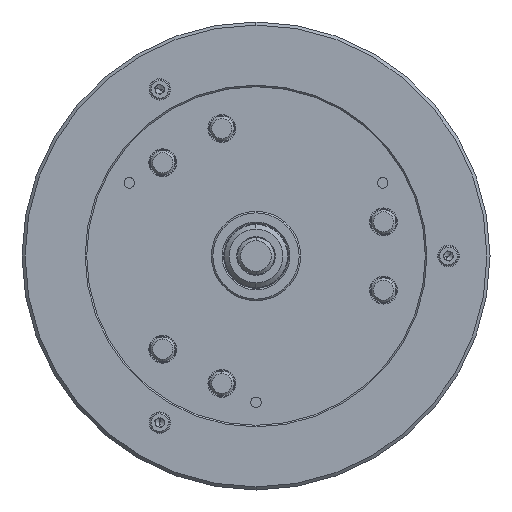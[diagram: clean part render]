
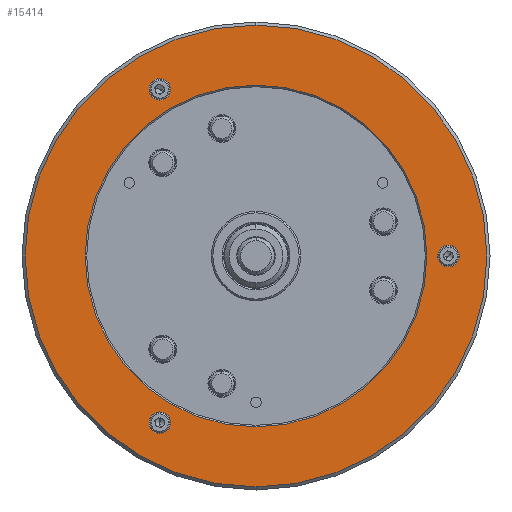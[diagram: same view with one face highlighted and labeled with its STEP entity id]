
A CAD part, left-side view. The second image highlights one B-rep face of the part: STEP entity #15414.
In plain terms, the highlighted planar face has unit normal (-1, 0, 0).
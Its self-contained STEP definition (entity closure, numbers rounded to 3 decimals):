
#308 = EDGE_CURVE ( 'NONE', #17998, #12326, #8443, .T. ) ;
#883 = CARTESIAN_POINT ( 'NONE',  ( 0., 62.5, 108.253 ) ) ;
#1020 = CARTESIAN_POINT ( 'NONE',  ( 0., -125., 0. ) ) ;
#1050 = DIRECTION ( 'NONE',  ( 0., 0., 1. ) ) ;
#1177 = AXIS2_PLACEMENT_3D ( 'NONE', #16537, #12278, #1050 ) ;
#1206 = CARTESIAN_POINT ( 'NONE',  ( 0., 0., 0. ) ) ;
#1285 = EDGE_LOOP ( 'NONE', ( #18343, #5956 ) ) ;
#1677 = CIRCLE ( 'NONE', #9765, 7. ) ;
#2077 = DIRECTION ( 'NONE',  ( -1., 0., 0. ) ) ;
#2153 = EDGE_CURVE ( 'NONE', #16879, #9292, #7656, .T. ) ;
#2154 = DIRECTION ( 'NONE',  ( 0., 0., 1. ) ) ;
#2227 = ORIENTED_EDGE ( 'NONE', *, *, #20710, .F. ) ;
#2477 = DIRECTION ( 'NONE',  ( 0., 0., 1. ) ) ;
#2620 = DIRECTION ( 'NONE',  ( 0., 0., 1. ) ) ;
#2759 = VERTEX_POINT ( 'NONE', #17909 ) ;
#2796 = DIRECTION ( 'NONE',  ( 0., 0., 1. ) ) ;
#3355 = AXIS2_PLACEMENT_3D ( 'NONE', #1206, #12427, #2796 ) ;
#3888 = CARTESIAN_POINT ( 'NONE',  ( 0., 0., 0. ) ) ;
#4303 = ORIENTED_EDGE ( 'NONE', *, *, #5286, .F. ) ;
#4464 = CARTESIAN_POINT ( 'NONE',  ( 0., 62.5, -108.253 ) ) ;
#4505 = CIRCLE ( 'NONE', #1177, 7. ) ;
#4677 = CARTESIAN_POINT ( 'NONE',  ( 0., 0., 0. ) ) ;
#5286 = EDGE_CURVE ( 'NONE', #9011, #17381, #20304, .T. ) ;
#5456 = EDGE_CURVE ( 'NONE', #9972, #2759, #4505, .T. ) ;
#5721 = DIRECTION ( 'NONE',  ( -1., 0., 0. ) ) ;
#5956 = ORIENTED_EDGE ( 'NONE', *, *, #7278, .T. ) ;
#5994 = EDGE_CURVE ( 'NONE', #18530, #19528, #7758, .T. ) ;
#6095 = DIRECTION ( 'NONE',  ( 0., 0., 1. ) ) ;
#6536 = FACE_BOUND ( 'NONE', #15869, .T. ) ;
#6675 = CARTESIAN_POINT ( 'NONE',  ( 0., 62.5, -101.253 ) ) ;
#6960 = AXIS2_PLACEMENT_3D ( 'NONE', #14004, #7595, #8827 ) ;
#7032 = FACE_BOUND ( 'NONE', #1285, .T. ) ;
#7278 = EDGE_CURVE ( 'NONE', #9292, #16879, #10486, .T. ) ;
#7291 = CARTESIAN_POINT ( 'NONE',  ( 0., 62.5, -108.253 ) ) ;
#7504 = CARTESIAN_POINT ( 'NONE',  ( 0., -125., 7. ) ) ;
#7595 = DIRECTION ( 'NONE',  ( -1., 0., 0. ) ) ;
#7640 = CIRCLE ( 'NONE', #16740, 7. ) ;
#7656 = CIRCLE ( 'NONE', #11044, 111. ) ;
#7758 = CIRCLE ( 'NONE', #12205, 150. ) ;
#8443 = CIRCLE ( 'NONE', #9383, 7. ) ;
#8482 = CARTESIAN_POINT ( 'NONE',  ( 0., 152., 0. ) ) ;
#8566 = CARTESIAN_POINT ( 'NONE',  ( 0., 0., -150. ) ) ;
#8827 = DIRECTION ( 'NONE',  ( 0., 0., 1. ) ) ;
#9011 = VERTEX_POINT ( 'NONE', #16127 ) ;
#9107 = ORIENTED_EDGE ( 'NONE', *, *, #11409, .F. ) ;
#9292 = VERTEX_POINT ( 'NONE', #13515 ) ;
#9300 = CIRCLE ( 'NONE', #18467, 7. ) ;
#9383 = AXIS2_PLACEMENT_3D ( 'NONE', #7291, #5721, #2154 ) ;
#9765 = AXIS2_PLACEMENT_3D ( 'NONE', #1020, #12247, #2620 ) ;
#9972 = VERTEX_POINT ( 'NONE', #17215 ) ;
#10211 = ORIENTED_EDGE ( 'NONE', *, *, #5456, .F. ) ;
#10266 = EDGE_LOOP ( 'NONE', ( #20716, #15234 ) ) ;
#10486 = CIRCLE ( 'NONE', #20138, 111. ) ;
#10807 = FACE_BOUND ( 'NONE', #16033, .T. ) ;
#11044 = AXIS2_PLACEMENT_3D ( 'NONE', #3888, #18602, #11310 ) ;
#11310 = DIRECTION ( 'NONE',  ( 0., 0., 1. ) ) ;
#11409 = EDGE_CURVE ( 'NONE', #12326, #17998, #9300, .T. ) ;
#12112 = DIRECTION ( 'NONE',  ( -1., 0., 0. ) ) ;
#12205 = AXIS2_PLACEMENT_3D ( 'NONE', #4677, #18193, #14372 ) ;
#12247 = DIRECTION ( 'NONE',  ( -1., 0., 0. ) ) ;
#12278 = DIRECTION ( 'NONE',  ( -1., 0., 0. ) ) ;
#12326 = VERTEX_POINT ( 'NONE', #13094 ) ;
#12427 = DIRECTION ( 'NONE',  ( -1., 0., 0. ) ) ;
#13094 = CARTESIAN_POINT ( 'NONE',  ( 0., 62.5, -115.253 ) ) ;
#13108 = DIRECTION ( 'NONE',  ( 0., 0., 1. ) ) ;
#13293 = EDGE_CURVE ( 'NONE', #2759, #9972, #7640, .T. ) ;
#13297 = DIRECTION ( 'NONE',  ( 0., 0., 1. ) ) ;
#13515 = CARTESIAN_POINT ( 'NONE',  ( 0., 0., -111. ) ) ;
#13765 = EDGE_LOOP ( 'NONE', ( #2227, #4303 ) ) ;
#13968 = CARTESIAN_POINT ( 'NONE',  ( 0., 0., 0. ) ) ;
#14004 = CARTESIAN_POINT ( 'NONE',  ( 0., -125., 0. ) ) ;
#14372 = DIRECTION ( 'NONE',  ( 0., 0., 1. ) ) ;
#15039 = FACE_OUTER_BOUND ( 'NONE', #10266, .T. ) ;
#15092 = EDGE_CURVE ( 'NONE', #19528, #18530, #17321, .T. ) ;
#15234 = ORIENTED_EDGE ( 'NONE', *, *, #5994, .T. ) ;
#15414 = ADVANCED_FACE ( 'NONE', ( #15547, #10807, #7032, #6536, #15039 ), #19692, .T. ) ;
#15547 = FACE_BOUND ( 'NONE', #13765, .T. ) ;
#15682 = DIRECTION ( 'NONE',  ( -1., 0., 0. ) ) ;
#15869 = EDGE_LOOP ( 'NONE', ( #16998, #9107 ) ) ;
#16025 = CARTESIAN_POINT ( 'NONE',  ( 0., 0., 150. ) ) ;
#16033 = EDGE_LOOP ( 'NONE', ( #18024, #10211 ) ) ;
#16127 = CARTESIAN_POINT ( 'NONE',  ( 0., -125., -7. ) ) ;
#16537 = CARTESIAN_POINT ( 'NONE',  ( 0., 62.5, 108.253 ) ) ;
#16740 = AXIS2_PLACEMENT_3D ( 'NONE', #883, #12112, #2477 ) ;
#16879 = VERTEX_POINT ( 'NONE', #20266 ) ;
#16998 = ORIENTED_EDGE ( 'NONE', *, *, #308, .F. ) ;
#17215 = CARTESIAN_POINT ( 'NONE',  ( 0., 62.5, 101.253 ) ) ;
#17321 = CIRCLE ( 'NONE', #3355, 150. ) ;
#17381 = VERTEX_POINT ( 'NONE', #7504 ) ;
#17909 = CARTESIAN_POINT ( 'NONE',  ( 0., 62.5, 115.253 ) ) ;
#17990 = AXIS2_PLACEMENT_3D ( 'NONE', #8482, #2077, #13297 ) ;
#17998 = VERTEX_POINT ( 'NONE', #6675 ) ;
#18024 = ORIENTED_EDGE ( 'NONE', *, *, #13293, .F. ) ;
#18193 = DIRECTION ( 'NONE',  ( -1., 0., 0. ) ) ;
#18343 = ORIENTED_EDGE ( 'NONE', *, *, #2153, .T. ) ;
#18467 = AXIS2_PLACEMENT_3D ( 'NONE', #4464, #15682, #6095 ) ;
#18530 = VERTEX_POINT ( 'NONE', #16025 ) ;
#18602 = DIRECTION ( 'NONE',  ( 1., 0., 0. ) ) ;
#19098 = DIRECTION ( 'NONE',  ( 1., 0., 0. ) ) ;
#19528 = VERTEX_POINT ( 'NONE', #8566 ) ;
#19692 = PLANE ( 'NONE',  #17990 ) ;
#20138 = AXIS2_PLACEMENT_3D ( 'NONE', #13968, #19098, #13108 ) ;
#20266 = CARTESIAN_POINT ( 'NONE',  ( 0., 0., 111. ) ) ;
#20304 = CIRCLE ( 'NONE', #6960, 7. ) ;
#20710 = EDGE_CURVE ( 'NONE', #17381, #9011, #1677, .T. ) ;
#20716 = ORIENTED_EDGE ( 'NONE', *, *, #15092, .T. ) ;
